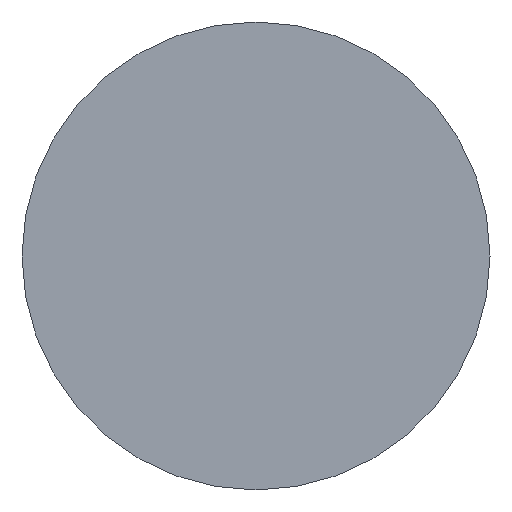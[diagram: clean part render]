
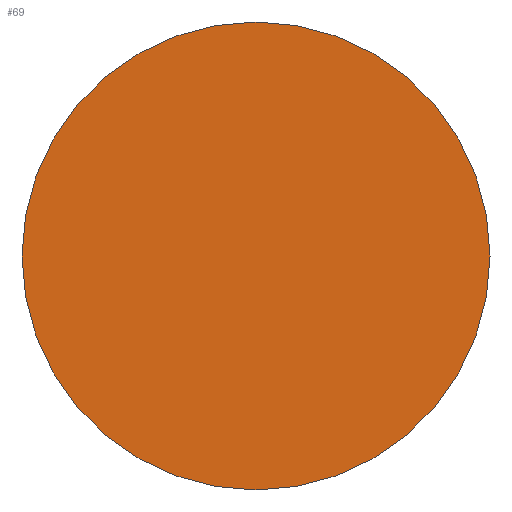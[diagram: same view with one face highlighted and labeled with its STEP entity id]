
A CAD part, left-side view. The second image highlights one B-rep face of the part: STEP entity #69.
In plain terms, the highlighted planar face has unit normal (-1, 0, 0).
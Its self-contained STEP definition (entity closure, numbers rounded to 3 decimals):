
#6 = AXIS2_PLACEMENT_3D ( 'NONE', #35, #121, #130 ) ;
#13 = VERTEX_POINT ( 'NONE', #87 ) ;
#16 = DIRECTION ( 'NONE',  ( 0., 0., 1. ) ) ;
#17 = ORIENTED_EDGE ( 'NONE', *, *, #27, .T. ) ;
#27 = EDGE_CURVE ( 'NONE', #13, #101, #155, .T. ) ;
#35 = CARTESIAN_POINT ( 'NONE',  ( 560.444, 4.922, 0. ) ) ;
#58 = CIRCLE ( 'NONE', #6, 12.7 ) ;
#59 = DIRECTION ( 'NONE',  ( -1., 0., 0. ) ) ;
#69 = ADVANCED_FACE ( 'NONE', ( #104 ), #148, .F. ) ;
#74 = CARTESIAN_POINT ( 'NONE',  ( 560.444, 4.922, 0. ) ) ;
#86 = AXIS2_PLACEMENT_3D ( 'NONE', #74, #146, #95 ) ;
#87 = CARTESIAN_POINT ( 'NONE',  ( 560.444, 4.922, -12.7 ) ) ;
#95 = DIRECTION ( 'NONE',  ( 0., 0., -1. ) ) ;
#96 = ORIENTED_EDGE ( 'NONE', *, *, #127, .T. ) ;
#101 = VERTEX_POINT ( 'NONE', #169 ) ;
#104 = FACE_OUTER_BOUND ( 'NONE', #177, .T. ) ;
#121 = DIRECTION ( 'NONE',  ( -1., 0., 0. ) ) ;
#127 = EDGE_CURVE ( 'NONE', #101, #13, #58, .T. ) ;
#130 = DIRECTION ( 'NONE',  ( 0., 0., 1. ) ) ;
#132 = AXIS2_PLACEMENT_3D ( 'NONE', #141, #59, #16 ) ;
#141 = CARTESIAN_POINT ( 'NONE',  ( 560.444, 4.922, 0. ) ) ;
#146 = DIRECTION ( 'NONE',  ( 1., 0., 0. ) ) ;
#148 = PLANE ( 'NONE',  #86 ) ;
#155 = CIRCLE ( 'NONE', #132, 12.7 ) ;
#169 = CARTESIAN_POINT ( 'NONE',  ( 560.444, 4.922, 12.7 ) ) ;
#177 = EDGE_LOOP ( 'NONE', ( #96, #17 ) ) ;
